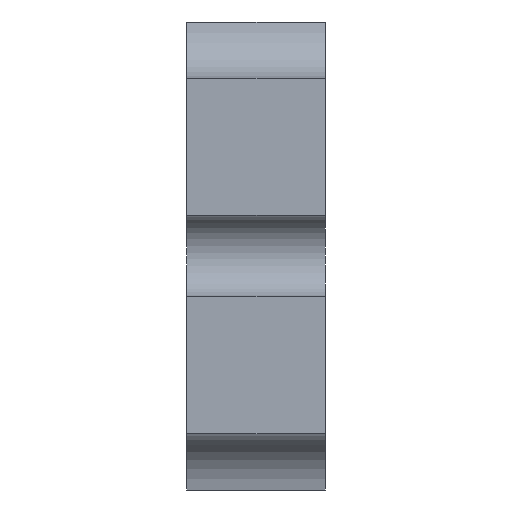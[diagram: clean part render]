
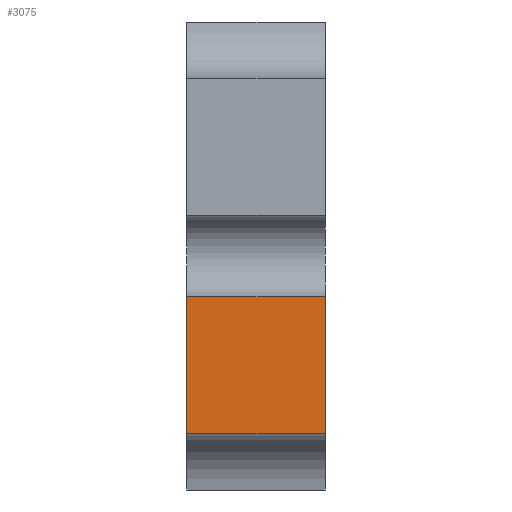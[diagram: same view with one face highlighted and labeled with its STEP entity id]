
A CAD part, left-side view. The second image highlights one B-rep face of the part: STEP entity #3075.
In plain terms, the highlighted planar face has unit normal (-1, 0, 0).
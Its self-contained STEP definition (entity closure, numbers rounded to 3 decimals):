
#44 = CARTESIAN_POINT ( 'NONE',  ( -3.175, -0.749, -1.02 ) ) ;
#53 = VECTOR ( 'NONE', #6000, 1000. ) ;
#63 = VECTOR ( 'NONE', #813, 1000. ) ;
#149 = CARTESIAN_POINT ( 'NONE',  ( -3.175, 0.749, -1.53 ) ) ;
#372 = DIRECTION ( 'NONE',  ( 0., 1., 0. ) ) ;
#571 = LINE ( 'NONE', #6054, #5328 ) ;
#612 = EDGE_CURVE ( 'NONE', #5092, #4471, #6781, .T. ) ;
#813 = DIRECTION ( 'NONE',  ( 0., 0., 1. ) ) ;
#887 = DIRECTION ( 'NONE',  ( 0., 0., 1. ) ) ;
#1070 = VECTOR ( 'NONE', #4355, 1000. ) ;
#1080 = VECTOR ( 'NONE', #7033, 1000. ) ;
#1127 = DIRECTION ( 'NONE',  ( 0., -1., 0. ) ) ;
#1134 = CARTESIAN_POINT ( 'NONE',  ( -3.175, 0.75, -1.02 ) ) ;
#1137 = EDGE_CURVE ( 'NONE', #5583, #5092, #5659, .T. ) ;
#1217 = AXIS2_PLACEMENT_3D ( 'NONE', #5622, #5548, #2035 ) ;
#1316 = DIRECTION ( 'NONE',  ( 0., 0., 1. ) ) ;
#1358 = CARTESIAN_POINT ( 'NONE',  ( -3.175, 0.749, -1.929 ) ) ;
#1370 = CARTESIAN_POINT ( 'NONE',  ( -3.175, -0.749, -1.02 ) ) ;
#1385 = VERTEX_POINT ( 'NONE', #3769 ) ;
#1391 = DIRECTION ( 'NONE',  ( 0., 1., 0. ) ) ;
#1443 = CARTESIAN_POINT ( 'NONE',  ( -3.175, -0.749, -1.02 ) ) ;
#1542 = VERTEX_POINT ( 'NONE', #2948 ) ;
#1549 = LINE ( 'NONE', #44, #2491 ) ;
#1571 = EDGE_CURVE ( 'NONE', #1542, #4631, #6188, .T. ) ;
#1807 = EDGE_CURVE ( 'NONE', #4631, #5583, #4434, .T. ) ;
#2035 = DIRECTION ( 'NONE',  ( 0., 0., -1. ) ) ;
#2209 = VECTOR ( 'NONE', #6051, 1000. ) ;
#2327 = EDGE_CURVE ( 'NONE', #5039, #3721, #571, .T. ) ;
#2377 = CARTESIAN_POINT ( 'NONE',  ( -3.175, 0.749, -1.02 ) ) ;
#2459 = CARTESIAN_POINT ( 'NONE',  ( -3.175, -0.749, -0.444 ) ) ;
#2491 = VECTOR ( 'NONE', #7180, 1000. ) ;
#2660 = CARTESIAN_POINT ( 'NONE',  ( -3.175, 0.749, -1.02 ) ) ;
#2906 = CARTESIAN_POINT ( 'NONE',  ( -3.175, -0.75, -1.53 ) ) ;
#2920 = CARTESIAN_POINT ( 'NONE',  ( -3.175, 0.75, -1.929 ) ) ;
#2948 = CARTESIAN_POINT ( 'NONE',  ( -3.175, 0.749, -1.929 ) ) ;
#3036 = LINE ( 'NONE', #1358, #1070 ) ;
#3075 = ADVANCED_FACE ( 'NONE', ( #3999 ), #7330, .F. ) ;
#3213 = CARTESIAN_POINT ( 'NONE',  ( -3.175, -0.749, -1.929 ) ) ;
#3231 = LINE ( 'NONE', #1370, #2209 ) ;
#3721 = VERTEX_POINT ( 'NONE', #1134 ) ;
#3769 = CARTESIAN_POINT ( 'NONE',  ( -3.175, 0.749, -1.53 ) ) ;
#3837 = ORIENTED_EDGE ( 'NONE', *, *, #3881, .F. ) ;
#3875 = CARTESIAN_POINT ( 'NONE',  ( -3.175, -0.75, -1.02 ) ) ;
#3881 = EDGE_CURVE ( 'NONE', #1542, #1385, #3036, .T. ) ;
#3941 = CARTESIAN_POINT ( 'NONE',  ( -3.175, 0.75, -1.53 ) ) ;
#3953 = CARTESIAN_POINT ( 'NONE',  ( -3.175, -0.749, -1.53 ) ) ;
#3975 = VERTEX_POINT ( 'NONE', #7407 ) ;
#3999 = FACE_OUTER_BOUND ( 'NONE', #4285, .T. ) ;
#4141 = VECTOR ( 'NONE', #1127, 1000. ) ;
#4201 = EDGE_CURVE ( 'NONE', #6879, #3975, #4743, .T. ) ;
#4249 = VERTEX_POINT ( 'NONE', #6473 ) ;
#4285 = EDGE_LOOP ( 'NONE', ( #6310, #6570, #6696, #5238, #7673, #4360, #6841, #7242, #5944, #3837, #5503, #5589 ) ) ;
#4355 = DIRECTION ( 'NONE',  ( 0., 0., 1. ) ) ;
#4360 = ORIENTED_EDGE ( 'NONE', *, *, #7630, .F. ) ;
#4401 = CARTESIAN_POINT ( 'NONE',  ( -3.175, -0.75, 2.54 ) ) ;
#4434 = LINE ( 'NONE', #3213, #6739 ) ;
#4471 = VERTEX_POINT ( 'NONE', #3875 ) ;
#4545 = VECTOR ( 'NONE', #372, 1000. ) ;
#4614 = VECTOR ( 'NONE', #887, 1000. ) ;
#4626 = CARTESIAN_POINT ( 'NONE',  ( -3.175, -0.749, -1.53 ) ) ;
#4631 = VERTEX_POINT ( 'NONE', #5814 ) ;
#4743 = LINE ( 'NONE', #5169, #4545 ) ;
#4746 = EDGE_CURVE ( 'NONE', #7439, #6879, #1549, .T. ) ;
#4852 = EDGE_CURVE ( 'NONE', #7439, #4471, #3231, .T. ) ;
#5039 = VERTEX_POINT ( 'NONE', #3941 ) ;
#5092 = VERTEX_POINT ( 'NONE', #2906 ) ;
#5169 = CARTESIAN_POINT ( 'NONE',  ( -3.175, 0.75, -0.444 ) ) ;
#5238 = ORIENTED_EDGE ( 'NONE', *, *, #4746, .T. ) ;
#5328 = VECTOR ( 'NONE', #1316, 1000. ) ;
#5393 = EDGE_CURVE ( 'NONE', #1385, #5039, #7624, .T. ) ;
#5503 = ORIENTED_EDGE ( 'NONE', *, *, #1571, .T. ) ;
#5548 = DIRECTION ( 'NONE',  ( 1., 0., 0. ) ) ;
#5583 = VERTEX_POINT ( 'NONE', #3953 ) ;
#5589 = ORIENTED_EDGE ( 'NONE', *, *, #1807, .T. ) ;
#5622 = CARTESIAN_POINT ( 'NONE',  ( -3.175, 0.75, 2.54 ) ) ;
#5659 = LINE ( 'NONE', #4626, #1080 ) ;
#5814 = CARTESIAN_POINT ( 'NONE',  ( -3.175, -0.749, -1.929 ) ) ;
#5944 = ORIENTED_EDGE ( 'NONE', *, *, #5393, .F. ) ;
#6000 = DIRECTION ( 'NONE',  ( 0., 1., 0. ) ) ;
#6051 = DIRECTION ( 'NONE',  ( 0., -1., 0. ) ) ;
#6054 = CARTESIAN_POINT ( 'NONE',  ( -3.175, 0.75, 2.54 ) ) ;
#6137 = DIRECTION ( 'NONE',  ( 0., 0., 1. ) ) ;
#6188 = LINE ( 'NONE', #2920, #4141 ) ;
#6310 = ORIENTED_EDGE ( 'NONE', *, *, #1137, .T. ) ;
#6473 = CARTESIAN_POINT ( 'NONE',  ( -3.175, 0.749, -1.02 ) ) ;
#6570 = ORIENTED_EDGE ( 'NONE', *, *, #612, .T. ) ;
#6696 = ORIENTED_EDGE ( 'NONE', *, *, #4852, .F. ) ;
#6739 = VECTOR ( 'NONE', #6137, 1000. ) ;
#6781 = LINE ( 'NONE', #4401, #63 ) ;
#6841 = ORIENTED_EDGE ( 'NONE', *, *, #6897, .T. ) ;
#6879 = VERTEX_POINT ( 'NONE', #2459 ) ;
#6897 = EDGE_CURVE ( 'NONE', #4249, #3721, #7226, .T. ) ;
#7033 = DIRECTION ( 'NONE',  ( 0., -1., 0. ) ) ;
#7180 = DIRECTION ( 'NONE',  ( 0., 0., 1. ) ) ;
#7209 = LINE ( 'NONE', #2660, #4614 ) ;
#7226 = LINE ( 'NONE', #2377, #53 ) ;
#7242 = ORIENTED_EDGE ( 'NONE', *, *, #2327, .F. ) ;
#7330 = PLANE ( 'NONE',  #1217 ) ;
#7407 = CARTESIAN_POINT ( 'NONE',  ( -3.175, 0.749, -0.444 ) ) ;
#7439 = VERTEX_POINT ( 'NONE', #1443 ) ;
#7624 = LINE ( 'NONE', #149, #7721 ) ;
#7630 = EDGE_CURVE ( 'NONE', #4249, #3975, #7209, .T. ) ;
#7673 = ORIENTED_EDGE ( 'NONE', *, *, #4201, .T. ) ;
#7721 = VECTOR ( 'NONE', #1391, 1000. ) ;
